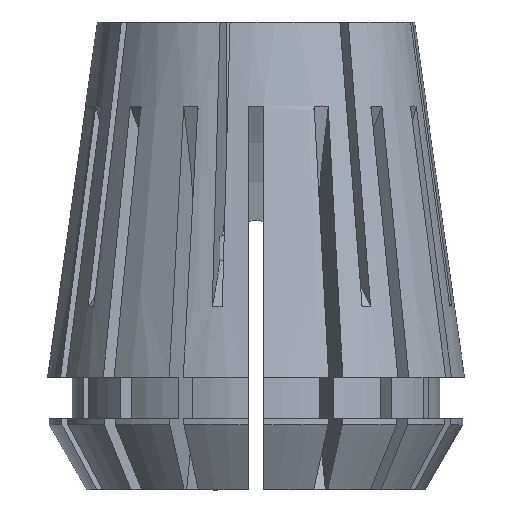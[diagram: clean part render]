
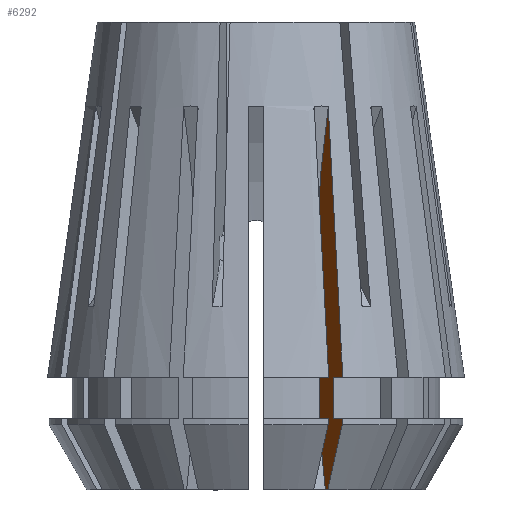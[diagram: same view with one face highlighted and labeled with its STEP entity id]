
A CAD part, front view. The second image highlights one B-rep face of the part: STEP entity #6292.
In plain terms, the highlighted planar face has unit normal (-0.924, -0.383, 0).
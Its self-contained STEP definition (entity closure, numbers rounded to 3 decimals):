
#148 = LINE ( 'NONE', #1060, #5272 ) ;
#305 = EDGE_CURVE ( 'NONE', #4745, #5677, #2523, .T. ) ;
#330 = VECTOR ( 'NONE', #1335, 1000. ) ;
#375 = ORIENTED_EDGE ( 'NONE', *, *, #5833, .F. ) ;
#526 = VECTOR ( 'NONE', #2689, 1000. ) ;
#638 = CARTESIAN_POINT ( 'NONE',  ( 6.816, -14.495, -46. ) ) ;
#783 = CARTESIAN_POINT ( 'NONE',  ( -6.555, 17.785, -34.9 ) ) ;
#805 = DIRECTION ( 'NONE',  ( -0.383, 0.924, 0. ) ) ;
#932 = CARTESIAN_POINT ( 'NONE',  ( 8.253, -17.966, -29.709 ) ) ;
#1060 = CARTESIAN_POINT ( 'NONE',  ( -5.197, 14.506, -46. ) ) ;
#1090 = CARTESIAN_POINT ( 'NONE',  ( 7.614, -16.421, 0. ) ) ;
#1132 = VERTEX_POINT ( 'NONE', #2076 ) ;
#1335 = DIRECTION ( 'NONE',  ( 0., 0., -1. ) ) ;
#1388 = CARTESIAN_POINT ( 'NONE',  ( 7.061, -15.088, -46. ) ) ;
#1446 = CARTESIAN_POINT ( 'NONE',  ( 7.438, -15.998, -14.564 ) ) ;
#1468 = CARTESIAN_POINT ( 'NONE',  ( 8.533, -18.64, -34.9 ) ) ;
#1552 = LINE ( 'NONE', #783, #2772 ) ;
#1647 = EDGE_CURVE ( 'NONE', #5784, #4745, #1552, .T. ) ;
#1665 = ORIENTED_EDGE ( 'NONE', *, *, #3029, .F. ) ;
#1959 = LINE ( 'NONE', #3978, #2126 ) ;
#2041 = CARTESIAN_POINT ( 'NONE',  ( 8.533, -18.64, -34.9 ) ) ;
#2049 = LINE ( 'NONE', #6877, #330 ) ;
#2076 = CARTESIAN_POINT ( 'NONE',  ( 8.475, -18.501, -39. ) ) ;
#2126 = VECTOR ( 'NONE', #5101, 1000. ) ;
#2186 = ORIENTED_EDGE ( 'NONE', *, *, #1647, .F. ) ;
#2229 = CARTESIAN_POINT ( 'NONE',  ( 5.79, -12.019, -28.267 ) ) ;
#2377 = ORIENTED_EDGE ( 'NONE', *, *, #2899, .F. ) ;
#2523 = LINE ( 'NONE', #1090, #526 ) ;
#2630 = ORIENTED_EDGE ( 'NONE', *, *, #5150, .F. ) ;
#2652 = DIRECTION ( 'NONE',  ( 0.924, 0.383, 0. ) ) ;
#2672 = CARTESIAN_POINT ( 'NONE',  ( 28.751, -67.452, -28.267 ) ) ;
#2689 = DIRECTION ( 'NONE',  ( 0., 0., -1. ) ) ;
#2772 = VECTOR ( 'NONE', #805, 1000. ) ;
#2785 = AXIS2_PLACEMENT_3D ( 'NONE', #2672, #3215, #5444 ) ;
#2899 = EDGE_CURVE ( 'NONE', #3599, #5784, #3310, .T. ) ;
#3029 = EDGE_CURVE ( 'NONE', #4654, #3599, #4769, .T. ) ;
#3095 = CARTESIAN_POINT ( 'NONE',  ( 8.114, -17.628, -27.113 ) ) ;
#3119 = CARTESIAN_POINT ( 'NONE',  ( 7.776, -16.813, -20.838 ) ) ;
#3146 = CIRCLE ( 'NONE', #2785, 60. ) ;
#3200 = ORIENTED_EDGE ( 'NONE', *, *, #4262, .F. ) ;
#3215 = DIRECTION ( 'NONE',  ( 0.924, 0.383, 0. ) ) ;
#3294 = VERTEX_POINT ( 'NONE', #4607 ) ;
#3310 = B_SPLINE_CURVE_WITH_KNOTS ( 'NONE', 3,
 ( #4191, #1446, #3119, #3095, #932, #6467, #1468 ),
 .UNSPECIFIED., .F., .F.,
 ( 4, 3, 4 ),
 ( 0.008, 0.027, 0.035 ),
 .UNSPECIFIED. ) ;
#3414 = AXIS2_PLACEMENT_3D ( 'NONE', #6581, #5493, #7107 ) ;
#3492 = ORIENTED_EDGE ( 'NONE', *, *, #4810, .F. ) ;
#3599 = VERTEX_POINT ( 'NONE', #6826 ) ;
#3978 = CARTESIAN_POINT ( 'NONE',  ( -5.706, 15.736, -39. ) ) ;
#4045 = B_SPLINE_CURVE_WITH_KNOTS ( 'NONE', 3,
 ( #4732, #7032, #6984, #1388 ),
 .UNSPECIFIED., .F., .F.,
 ( 4, 4 ),
 ( 0., 0.007 ),
 .UNSPECIFIED. ) ;
#4069 = EDGE_CURVE ( 'NONE', #1132, #6086, #2049, .T. ) ;
#4191 = CARTESIAN_POINT ( 'NONE',  ( 7.1, -15.182, -8.289 ) ) ;
#4235 = PLANE ( 'NONE',  #6335 ) ;
#4262 = EDGE_CURVE ( 'NONE', #3294, #6791, #148, .T. ) ;
#4309 = DIRECTION ( 'NONE',  ( -0.383, 0.924, 0. ) ) ;
#4607 = CARTESIAN_POINT ( 'NONE',  ( 7.061, -15.088, -46. ) ) ;
#4654 = VERTEX_POINT ( 'NONE', #2229 ) ;
#4690 = CARTESIAN_POINT ( 'NONE',  ( 7.614, -16.421, -39. ) ) ;
#4732 = CARTESIAN_POINT ( 'NONE',  ( 8.475, -18.501, -39.606 ) ) ;
#4745 = VERTEX_POINT ( 'NONE', #6855 ) ;
#4769 = CIRCLE ( 'NONE', #3414, 60. ) ;
#4810 = EDGE_CURVE ( 'NONE', #6086, #3294, #4045, .T. ) ;
#5076 = FACE_OUTER_BOUND ( 'NONE', #7168, .T. ) ;
#5101 = DIRECTION ( 'NONE',  ( 0.383, -0.924, 0. ) ) ;
#5150 = EDGE_CURVE ( 'NONE', #5677, #1132, #1959, .T. ) ;
#5272 = VECTOR ( 'NONE', #5479, 1000. ) ;
#5397 = CARTESIAN_POINT ( 'NONE',  ( 28.751, -67.452, -28.267 ) ) ;
#5444 = DIRECTION ( 'NONE',  ( -0.383, 0.924, 0. ) ) ;
#5479 = DIRECTION ( 'NONE',  ( -0.383, 0.924, 0. ) ) ;
#5493 = DIRECTION ( 'NONE',  ( 0.924, 0.383, 0. ) ) ;
#5677 = VERTEX_POINT ( 'NONE', #4690 ) ;
#5732 = CARTESIAN_POINT ( 'NONE',  ( 8.475, -18.501, -39.606 ) ) ;
#5784 = VERTEX_POINT ( 'NONE', #2041 ) ;
#5833 = EDGE_CURVE ( 'NONE', #6791, #4654, #3146, .T. ) ;
#6086 = VERTEX_POINT ( 'NONE', #5732 ) ;
#6292 = ADVANCED_FACE ( 'NONE', ( #5076 ), #4235, .F. ) ;
#6335 = AXIS2_PLACEMENT_3D ( 'NONE', #5397, #2652, #4309 ) ;
#6467 = CARTESIAN_POINT ( 'NONE',  ( 8.393, -18.303, -32.304 ) ) ;
#6534 = ORIENTED_EDGE ( 'NONE', *, *, #305, .F. ) ;
#6581 = CARTESIAN_POINT ( 'NONE',  ( 28.751, -67.452, -28.267 ) ) ;
#6791 = VERTEX_POINT ( 'NONE', #638 ) ;
#6826 = CARTESIAN_POINT ( 'NONE',  ( 7.1, -15.182, -8.289 ) ) ;
#6855 = CARTESIAN_POINT ( 'NONE',  ( 7.614, -16.421, -34.9 ) ) ;
#6877 = CARTESIAN_POINT ( 'NONE',  ( 8.475, -18.501, 0. ) ) ;
#6984 = CARTESIAN_POINT ( 'NONE',  ( 7.533, -16.226, -43.869 ) ) ;
#6996 = ORIENTED_EDGE ( 'NONE', *, *, #4069, .F. ) ;
#7032 = CARTESIAN_POINT ( 'NONE',  ( 8.004, -17.364, -41.738 ) ) ;
#7107 = DIRECTION ( 'NONE',  ( -0.383, 0.924, 0. ) ) ;
#7168 = EDGE_LOOP ( 'NONE', ( #375, #3200, #3492, #6996, #2630, #6534, #2186, #2377, #1665 ) ) ;
